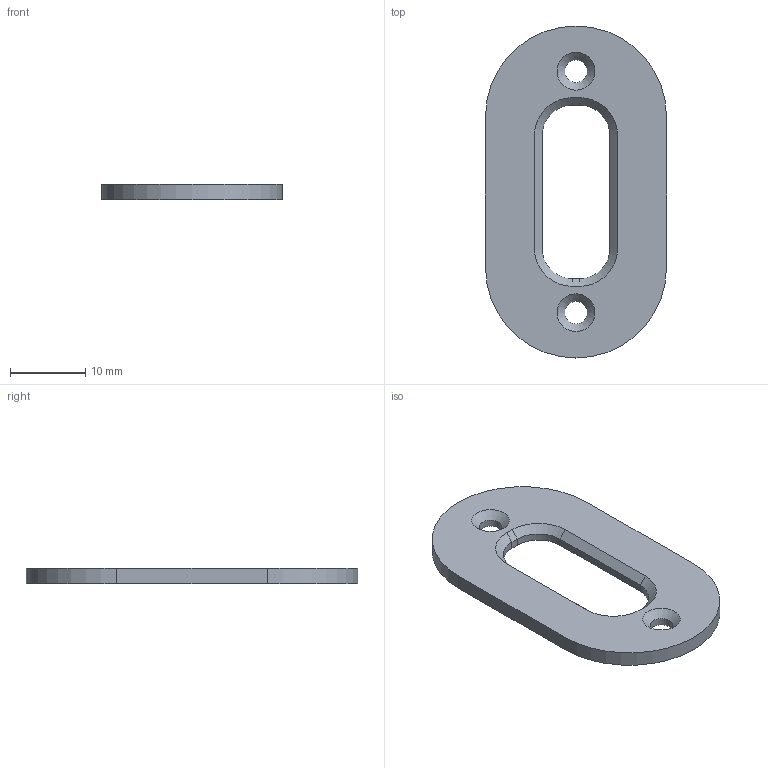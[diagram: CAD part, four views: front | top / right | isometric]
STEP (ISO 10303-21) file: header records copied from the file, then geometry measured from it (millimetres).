
FILE_DESCRIPTION(('FreeCAD Model'),'2;1');
FILE_NAME('Open CASCADE Shape Model','2025-08-24T20:18:03',(''),(''), 'Open CASCADE STEP processor 7.9','FreeCAD','Unknown');
FILE_SCHEMA(('AUTOMOTIVE_DESIGN { 1 0 10303 214 1 1 1 1 }'));
Length unit declared in the file: millimetre
Products named in the file (1): Body
Bounding box: 24 x 44 x 2 mm (x, y, z)
Volume: 1408.8 mm3; surface area: 1792.1 mm2
Topology: 1 solids, 1 shells, 26 faces, 62 edges, 38 vertices
Faces by surface type: plane 12, cylinder 8, cone 6
Full cylindrical faces by diameter (mm): 3 x2
Entity records: 782 total; most frequent: DIRECTION 138, CARTESIAN_POINT 127, ORIENTED_EDGE 124, EDGE_CURVE 62, AXIS2_PLACEMENT_3D 49, LINE 40, VECTOR 40, VERTEX_POINT 38
